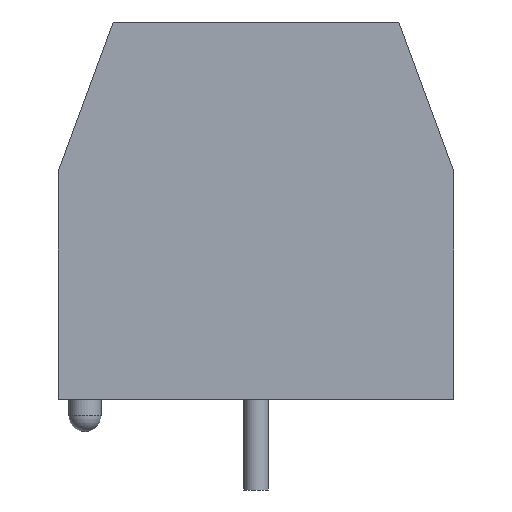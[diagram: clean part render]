
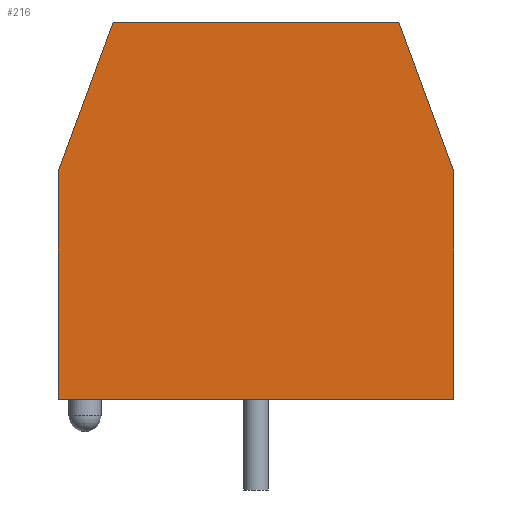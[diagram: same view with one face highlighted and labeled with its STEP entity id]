
A CAD part, left-side view. The second image highlights one B-rep face of the part: STEP entity #216.
In plain terms, the highlighted planar face has unit normal (-1, 0, 0).
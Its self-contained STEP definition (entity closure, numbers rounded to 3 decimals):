
#30=FACE_OUTER_BOUND('',#44,.T.);
#44=EDGE_LOOP('',(#153,#154,#155,#156,#157,#158));
#63=LINE('',#338,#84);
#64=LINE('',#341,#85);
#65=LINE('',#343,#86);
#66=LINE('',#345,#87);
#67=LINE('',#347,#88);
#68=LINE('',#348,#89);
#84=VECTOR('',#271,10.);
#85=VECTOR('',#274,10.);
#86=VECTOR('',#275,10.);
#87=VECTOR('',#276,10.);
#88=VECTOR('',#277,10.);
#89=VECTOR('',#278,10.);
#103=VERTEX_POINT('',#332);
#105=VERTEX_POINT('',#336);
#106=VERTEX_POINT('',#340);
#107=VERTEX_POINT('',#342);
#108=VERTEX_POINT('',#344);
#109=VERTEX_POINT('',#346);
#124=EDGE_CURVE('',#103,#105,#63,.T.);
#125=EDGE_CURVE('',#106,#105,#64,.T.);
#126=EDGE_CURVE('',#107,#106,#65,.T.);
#127=EDGE_CURVE('',#107,#108,#66,.T.);
#128=EDGE_CURVE('',#108,#109,#67,.T.);
#129=EDGE_CURVE('',#103,#109,#68,.T.);
#153=ORIENTED_EDGE('',*,*,#124,.T.);
#154=ORIENTED_EDGE('',*,*,#125,.F.);
#155=ORIENTED_EDGE('',*,*,#126,.F.);
#156=ORIENTED_EDGE('',*,*,#127,.T.);
#157=ORIENTED_EDGE('',*,*,#128,.T.);
#158=ORIENTED_EDGE('',*,*,#129,.F.);
#206=PLANE('',#244);
#216=ADVANCED_FACE('',(#30),#206,.T.);
#244=AXIS2_PLACEMENT_3D('',#339,#272,#273);
#271=DIRECTION('',(0.,0.345,-0.939));
#272=DIRECTION('center_axis',(-1.,0.,0.));
#273=DIRECTION('ref_axis',(0.,-1.,0.));
#274=DIRECTION('',(0.,0.,1.));
#275=DIRECTION('',(0.,1.,0.));
#276=DIRECTION('',(0.,0.,1.));
#277=DIRECTION('',(0.,0.345,0.939));
#278=DIRECTION('',(0.,-1.,0.));
#332=CARTESIAN_POINT('',(-29.965,5.62,14.85));
#336=CARTESIAN_POINT('',(-29.965,7.77,8.999));
#338=CARTESIAN_POINT('',(-29.965,8.152,7.96));
#339=CARTESIAN_POINT('Origin',(-29.965,7.77,0.));
#340=CARTESIAN_POINT('',(-29.965,7.77,0.));
#341=CARTESIAN_POINT('',(-29.965,7.77,0.));
#342=CARTESIAN_POINT('',(-29.965,-7.77,0.));
#343=CARTESIAN_POINT('',(-29.965,-7.77,0.));
#344=CARTESIAN_POINT('',(-29.965,-7.77,8.999));
#345=CARTESIAN_POINT('',(-29.965,-7.77,0.));
#346=CARTESIAN_POINT('',(-29.965,-5.62,14.85));
#347=CARTESIAN_POINT('',(-29.965,-7.228,10.475));
#348=CARTESIAN_POINT('',(-29.965,-7.77,14.85));
